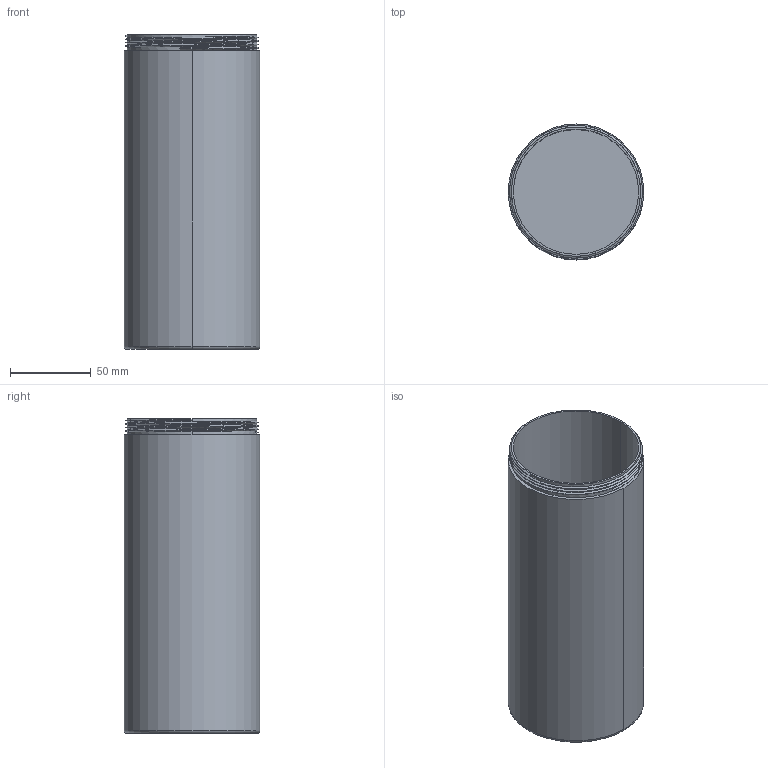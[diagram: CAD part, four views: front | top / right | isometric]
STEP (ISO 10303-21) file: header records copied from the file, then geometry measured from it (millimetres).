
FILE_DESCRIPTION (( 'STEP AP203' ), '1' );
FILE_NAME ('Bottle below edited step.STEP', '2023-08-03T09:12:30', ( '' ), ( '' ), 'SwSTEP 2.0', 'SolidWorks 2020', '' );
FILE_SCHEMA (( 'CONFIG_CONTROL_DESIGN' ));
Length unit declared in the file: millimetre
Products named in the file (1): Bottle below edited step
Bounding box: 84 x 84 x 195 mm (x, y, z)
Volume: 177665.1 mm3; surface area: 109809 mm2
Topology: 1 solids, 1 shells, 24 faces, 55 edges, 35 vertices
Faces by surface type: cylinder 13, plane 6, bspline 3, torus 2
Entity records: 1453 total; most frequent: CARTESIAN_POINT 894, ORIENTED_EDGE 110, DIRECTION 91, EDGE_CURVE 55, AXIS2_PLACEMENT_3D 38, VERTEX_POINT 35, EDGE_LOOP 26, FACE_OUTER_BOUND 24
